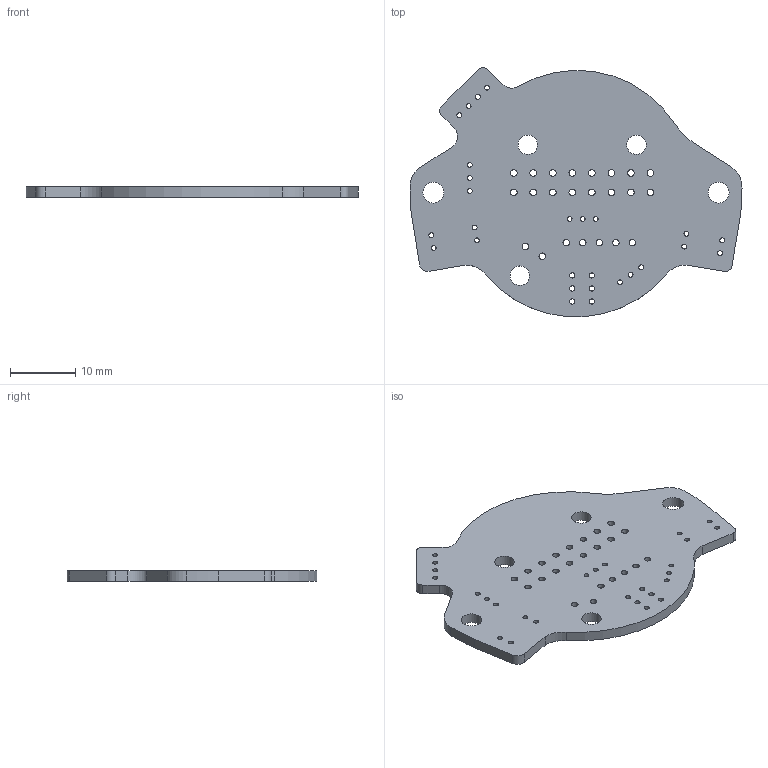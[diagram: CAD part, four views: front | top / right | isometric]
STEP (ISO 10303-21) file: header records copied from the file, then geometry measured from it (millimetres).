
FILE_DESCRIPTION(('KiCad electronic assembly'),'2;1');
FILE_NAME('v0_miniAB_pancake_board.step','2022-03-04T00:10:15',('Pcbnew' ),('Kicad'),'Open CASCADE STEP processor 7.5', 'KiCad to STEP converter','Unknown');
FILE_SCHEMA(('AUTOMOTIVE_DESIGN { 1 0 10303 214 1 1 1 1 }'));
Length unit declared in the file: millimetre
Products named in the file (2): v0_miniAB_pancake_board 1; v0_miniAB_pancake_board PCB
Assembly tree (1 placements, depth 2):
  v0_miniAB_pancake_board 1
    v0_miniAB_pancake_board PCB
Bounding box: 51.01 x 38.28 x 1.6 mm (x, y, z)
Volume: 2151.7 mm3; surface area: 3231.9 mm2
Topology: 1 solids, 1 shells, 81 faces, 237 edges, 158 vertices
Faces by surface type: cylinder 70, plane 11
Full cylindrical faces by diameter (mm): 0.75 x21, 0.8 x6, 1 x5, 1.02 x18, 3 x3, 3.2 x2
Entity records: 6119 total; most frequent: DIRECTION 1017, CARTESIAN_POINT 952, ORIENTED_EDGE 474, PCURVE 474, DEFINITIONAL_REPRESENTATION 474, LINE 431, VECTOR 431, CIRCLE 280
